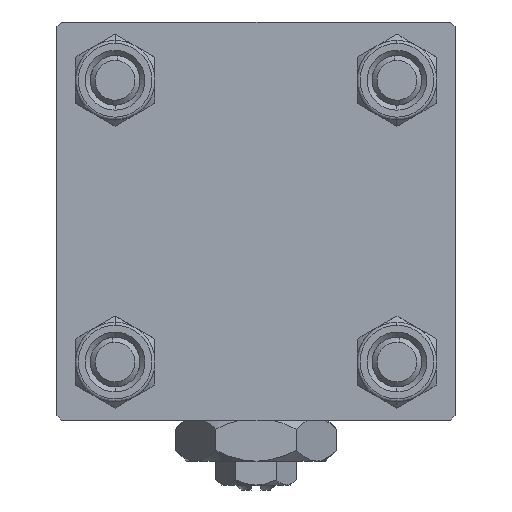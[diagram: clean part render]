
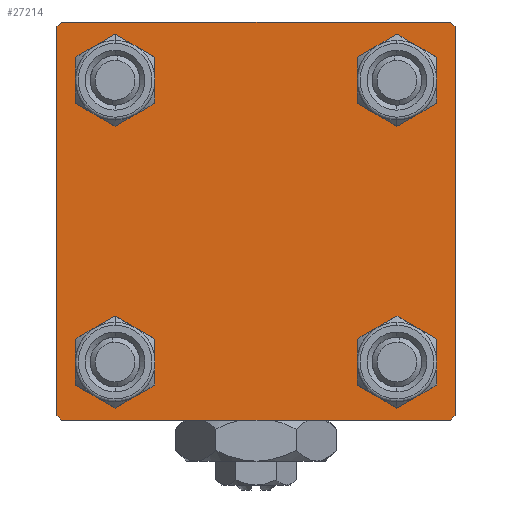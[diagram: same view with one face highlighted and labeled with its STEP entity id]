
A CAD part, left-side view. The second image highlights one B-rep face of the part: STEP entity #27214.
In plain terms, the highlighted planar face has unit normal (-1, 0, 0).
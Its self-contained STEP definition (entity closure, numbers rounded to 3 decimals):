
#880 = VECTOR ( 'NONE', #3659, 1000. ) ;
#1601 = ORIENTED_EDGE ( 'NONE', *, *, #40151, .T. ) ;
#1645 = CARTESIAN_POINT ( 'NONE',  ( 0., -19.75, -19.75 ) ) ;
#2167 = DIRECTION ( 'NONE',  ( 0., -0.707, 0.707 ) ) ;
#2793 = AXIS2_PLACEMENT_3D ( 'NONE', #33157, #49352, #28642 ) ;
#2842 = EDGE_CURVE ( 'NONE', #9328, #43706, #25398, .T. ) ;
#2988 = DIRECTION ( 'NONE',  ( 0., -0.707, -0.707 ) ) ;
#3295 = VERTEX_POINT ( 'NONE', #10560 ) ;
#3659 = DIRECTION ( 'NONE',  ( 0., 0.707, 0.707 ) ) ;
#3701 = FACE_BOUND ( 'NONE', #6810, .T. ) ;
#4637 = EDGE_CURVE ( 'NONE', #42362, #19504, #16690, .T. ) ;
#4753 = CARTESIAN_POINT ( 'NONE',  ( 0., 19.5, 20. ) ) ;
#5077 = ORIENTED_EDGE ( 'NONE', *, *, #43881, .T. ) ;
#5267 = EDGE_LOOP ( 'NONE', ( #37551, #7850 ) ) ;
#5467 = DIRECTION ( 'NONE',  ( 1., 0., 0. ) ) ;
#6020 = LINE ( 'NONE', #49875, #16930 ) ;
#6523 = DIRECTION ( 'NONE',  ( 0., 0., 1. ) ) ;
#6698 = EDGE_LOOP ( 'NONE', ( #17753, #1601 ) ) ;
#6717 = LINE ( 'NONE', #27968, #40273 ) ;
#6810 = EDGE_LOOP ( 'NONE', ( #30844, #5077 ) ) ;
#7294 = EDGE_CURVE ( 'NONE', #24475, #12614, #41696, .T. ) ;
#7444 = ORIENTED_EDGE ( 'NONE', *, *, #42979, .T. ) ;
#7445 = VECTOR ( 'NONE', #2167, 1000. ) ;
#7850 = ORIENTED_EDGE ( 'NONE', *, *, #25289, .T. ) ;
#8162 = EDGE_LOOP ( 'NONE', ( #46446, #32105 ) ) ;
#8629 = DIRECTION ( 'NONE',  ( 0., 0., 1. ) ) ;
#8929 = DIRECTION ( 'NONE',  ( 0., 0., 1. ) ) ;
#8938 = ORIENTED_EDGE ( 'NONE', *, *, #51809, .T. ) ;
#9328 = VERTEX_POINT ( 'NONE', #31357 ) ;
#9366 = DIRECTION ( 'NONE',  ( 0., 0.707, -0.707 ) ) ;
#10293 = CARTESIAN_POINT ( 'NONE',  ( 0., 14.15, -17.15 ) ) ;
#10324 = VERTEX_POINT ( 'NONE', #49388 ) ;
#10560 = CARTESIAN_POINT ( 'NONE',  ( 0., -14.15, -17.15 ) ) ;
#11171 = LINE ( 'NONE', #35877, #39384 ) ;
#11291 = AXIS2_PLACEMENT_3D ( 'NONE', #28837, #20861, #8629 ) ;
#11615 = DIRECTION ( 'NONE',  ( 1., 0., 0. ) ) ;
#11684 = DIRECTION ( 'NONE',  ( -1., 0., 0. ) ) ;
#12165 = CIRCLE ( 'NONE', #2793, 3. ) ;
#12508 = VECTOR ( 'NONE', #26517, 1000. ) ;
#12614 = VERTEX_POINT ( 'NONE', #40823 ) ;
#12710 = ORIENTED_EDGE ( 'NONE', *, *, #37874, .T. ) ;
#12744 = FACE_OUTER_BOUND ( 'NONE', #39690, .T. ) ;
#12902 = LINE ( 'NONE', #1645, #7445 ) ;
#13436 = CARTESIAN_POINT ( 'NONE',  ( 0., 14.15, 14.15 ) ) ;
#13776 = EDGE_CURVE ( 'NONE', #25355, #3295, #30784, .T. ) ;
#14695 = ORIENTED_EDGE ( 'NONE', *, *, #45453, .T. ) ;
#15683 = CARTESIAN_POINT ( 'NONE',  ( 0., 0., 0. ) ) ;
#16123 = CARTESIAN_POINT ( 'NONE',  ( 0., -14.15, 17.15 ) ) ;
#16690 = LINE ( 'NONE', #20154, #880 ) ;
#16930 = VECTOR ( 'NONE', #25441, 1000. ) ;
#17181 = EDGE_CURVE ( 'NONE', #42362, #21450, #33526, .T. ) ;
#17350 = CARTESIAN_POINT ( 'NONE',  ( 0., 14.15, -14.15 ) ) ;
#17709 = CARTESIAN_POINT ( 'NONE',  ( 0., -14.15, -11.15 ) ) ;
#17753 = ORIENTED_EDGE ( 'NONE', *, *, #7294, .T. ) ;
#17939 = CARTESIAN_POINT ( 'NONE',  ( 0., -14.15, 14.15 ) ) ;
#18117 = VERTEX_POINT ( 'NONE', #18628 ) ;
#18220 = EDGE_CURVE ( 'NONE', #22768, #19504, #11171, .T. ) ;
#18628 = CARTESIAN_POINT ( 'NONE',  ( 0., -19.5, -20. ) ) ;
#19504 = VERTEX_POINT ( 'NONE', #19809 ) ;
#19809 = CARTESIAN_POINT ( 'NONE',  ( 0., -19.5, 20. ) ) ;
#19864 = DIRECTION ( 'NONE',  ( 0., 0., 1. ) ) ;
#19934 = PLANE ( 'NONE',  #24970 ) ;
#20154 = CARTESIAN_POINT ( 'NONE',  ( 0., -19.75, 19.75 ) ) ;
#20861 = DIRECTION ( 'NONE',  ( 1., 0., 0. ) ) ;
#21450 = VERTEX_POINT ( 'NONE', #39032 ) ;
#22166 = AXIS2_PLACEMENT_3D ( 'NONE', #13436, #29395, #8929 ) ;
#22768 = VERTEX_POINT ( 'NONE', #4753 ) ;
#22787 = CIRCLE ( 'NONE', #23615, 3. ) ;
#22961 = VERTEX_POINT ( 'NONE', #35319 ) ;
#23615 = AXIS2_PLACEMENT_3D ( 'NONE', #17939, #34150, #41853 ) ;
#24324 = EDGE_CURVE ( 'NONE', #44669, #22961, #29970, .T. ) ;
#24455 = CIRCLE ( 'NONE', #30379, 3. ) ;
#24458 = VERTEX_POINT ( 'NONE', #47642 ) ;
#24475 = VERTEX_POINT ( 'NONE', #37009 ) ;
#24970 = AXIS2_PLACEMENT_3D ( 'NONE', #15683, #11684, #36138 ) ;
#25289 = EDGE_CURVE ( 'NONE', #43706, #9328, #12165, .T. ) ;
#25355 = VERTEX_POINT ( 'NONE', #17709 ) ;
#25398 = CIRCLE ( 'NONE', #47461, 3. ) ;
#25441 = DIRECTION ( 'NONE',  ( 0., 0., -1. ) ) ;
#25988 = CARTESIAN_POINT ( 'NONE',  ( 0., 20., -20. ) ) ;
#26254 = ORIENTED_EDGE ( 'NONE', *, *, #18220, .F. ) ;
#26517 = DIRECTION ( 'NONE',  ( 0., -1., 0. ) ) ;
#27214 = ADVANCED_FACE ( 'NONE', ( #3701, #49139, #32944, #28962, #12744 ), #19934, .T. ) ;
#27968 = CARTESIAN_POINT ( 'NONE',  ( 0., 19.75, -19.75 ) ) ;
#28642 = DIRECTION ( 'NONE',  ( 0., 0., 1. ) ) ;
#28837 = CARTESIAN_POINT ( 'NONE',  ( 0., -14.15, 14.15 ) ) ;
#28962 = FACE_BOUND ( 'NONE', #6698, .T. ) ;
#29027 = DIRECTION ( 'NONE',  ( 0., 0., -1. ) ) ;
#29395 = DIRECTION ( 'NONE',  ( 1., 0., 0. ) ) ;
#29583 = DIRECTION ( 'NONE',  ( 0., 0., 1. ) ) ;
#29970 = CIRCLE ( 'NONE', #11291, 3. ) ;
#30379 = AXIS2_PLACEMENT_3D ( 'NONE', #38684, #5467, #6523 ) ;
#30784 = CIRCLE ( 'NONE', #32607, 3. ) ;
#30844 = ORIENTED_EDGE ( 'NONE', *, *, #24324, .T. ) ;
#30864 = EDGE_CURVE ( 'NONE', #24458, #49363, #6717, .T. ) ;
#31357 = CARTESIAN_POINT ( 'NONE',  ( 0., 14.15, -11.15 ) ) ;
#31857 = CIRCLE ( 'NONE', #38642, 3. ) ;
#31934 = ORIENTED_EDGE ( 'NONE', *, *, #4637, .T. ) ;
#32105 = ORIENTED_EDGE ( 'NONE', *, *, #33103, .T. ) ;
#32607 = AXIS2_PLACEMENT_3D ( 'NONE', #48280, #11615, #19864 ) ;
#32944 = FACE_BOUND ( 'NONE', #5267, .T. ) ;
#33103 = EDGE_CURVE ( 'NONE', #3295, #25355, #31857, .T. ) ;
#33157 = CARTESIAN_POINT ( 'NONE',  ( 0., 14.15, -14.15 ) ) ;
#33498 = DIRECTION ( 'NONE',  ( 0., 0., 1. ) ) ;
#33526 = LINE ( 'NONE', #37513, #47834 ) ;
#33823 = DIRECTION ( 'NONE',  ( 1., 0., 0. ) ) ;
#34150 = DIRECTION ( 'NONE',  ( 1., 0., 0. ) ) ;
#34209 = ORIENTED_EDGE ( 'NONE', *, *, #30864, .T. ) ;
#35319 = CARTESIAN_POINT ( 'NONE',  ( 0., -14.15, 11.15 ) ) ;
#35877 = CARTESIAN_POINT ( 'NONE',  ( 0., 20., 20. ) ) ;
#36138 = DIRECTION ( 'NONE',  ( 0., 0., 1. ) ) ;
#37009 = CARTESIAN_POINT ( 'NONE',  ( 0., 14.15, 17.15 ) ) ;
#37487 = CARTESIAN_POINT ( 'NONE',  ( 0., -14.15, -14.15 ) ) ;
#37513 = CARTESIAN_POINT ( 'NONE',  ( 0., -20., 20. ) ) ;
#37551 = ORIENTED_EDGE ( 'NONE', *, *, #2842, .T. ) ;
#37800 = CARTESIAN_POINT ( 'NONE',  ( 0., 19.75, 19.75 ) ) ;
#37874 = EDGE_CURVE ( 'NONE', #49363, #18117, #46185, .T. ) ;
#38642 = AXIS2_PLACEMENT_3D ( 'NONE', #37487, #40676, #33498 ) ;
#38684 = CARTESIAN_POINT ( 'NONE',  ( 0., 14.15, 14.15 ) ) ;
#38859 = ORIENTED_EDGE ( 'NONE', *, *, #17181, .F. ) ;
#39032 = CARTESIAN_POINT ( 'NONE',  ( 0., -20., -19.5 ) ) ;
#39384 = VECTOR ( 'NONE', #39868, 1000. ) ;
#39690 = EDGE_LOOP ( 'NONE', ( #8938, #34209, #12710, #7444, #38859, #31934, #26254, #14695 ) ) ;
#39868 = DIRECTION ( 'NONE',  ( 0., -1., 0. ) ) ;
#40143 = CARTESIAN_POINT ( 'NONE',  ( 0., -20., 19.5 ) ) ;
#40151 = EDGE_CURVE ( 'NONE', #12614, #24475, #24455, .T. ) ;
#40273 = VECTOR ( 'NONE', #2988, 1000. ) ;
#40676 = DIRECTION ( 'NONE',  ( 1., 0., 0. ) ) ;
#40823 = CARTESIAN_POINT ( 'NONE',  ( 0., 14.15, 11.15 ) ) ;
#41696 = CIRCLE ( 'NONE', #22166, 3. ) ;
#41853 = DIRECTION ( 'NONE',  ( 0., 0., 1. ) ) ;
#42303 = LINE ( 'NONE', #37800, #48263 ) ;
#42362 = VERTEX_POINT ( 'NONE', #40143 ) ;
#42979 = EDGE_CURVE ( 'NONE', #18117, #21450, #12902, .T. ) ;
#43706 = VERTEX_POINT ( 'NONE', #10293 ) ;
#43881 = EDGE_CURVE ( 'NONE', #22961, #44669, #22787, .T. ) ;
#44435 = CARTESIAN_POINT ( 'NONE',  ( 0., 19.5, -20. ) ) ;
#44669 = VERTEX_POINT ( 'NONE', #16123 ) ;
#45453 = EDGE_CURVE ( 'NONE', #22768, #10324, #42303, .T. ) ;
#46185 = LINE ( 'NONE', #25988, #12508 ) ;
#46446 = ORIENTED_EDGE ( 'NONE', *, *, #13776, .T. ) ;
#47461 = AXIS2_PLACEMENT_3D ( 'NONE', #17350, #33823, #29583 ) ;
#47642 = CARTESIAN_POINT ( 'NONE',  ( 0., 20., -19.5 ) ) ;
#47834 = VECTOR ( 'NONE', #29027, 1000. ) ;
#48263 = VECTOR ( 'NONE', #9366, 1000. ) ;
#48280 = CARTESIAN_POINT ( 'NONE',  ( 0., -14.15, -14.15 ) ) ;
#49139 = FACE_BOUND ( 'NONE', #8162, .T. ) ;
#49352 = DIRECTION ( 'NONE',  ( 1., 0., 0. ) ) ;
#49363 = VERTEX_POINT ( 'NONE', #44435 ) ;
#49388 = CARTESIAN_POINT ( 'NONE',  ( 0., 20., 19.5 ) ) ;
#49875 = CARTESIAN_POINT ( 'NONE',  ( 0., 20., 20. ) ) ;
#51809 = EDGE_CURVE ( 'NONE', #10324, #24458, #6020, .T. ) ;
